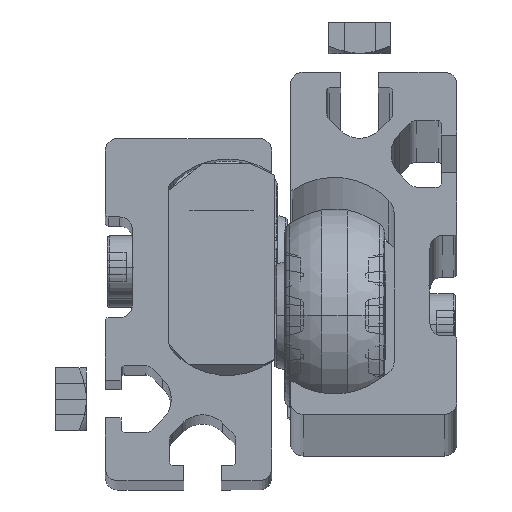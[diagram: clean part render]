
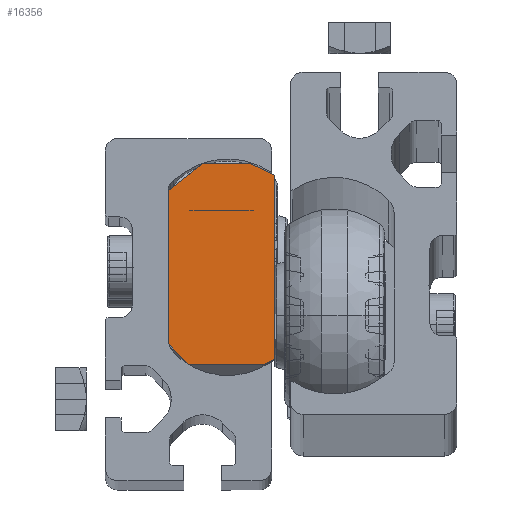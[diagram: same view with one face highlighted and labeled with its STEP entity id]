
A CAD part, top view. The second image highlights one B-rep face of the part: STEP entity #16356.
In plain terms, the highlighted face is planar.
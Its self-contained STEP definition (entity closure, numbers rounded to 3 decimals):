
#82 = VECTOR ( 'NONE', #5375, 1000. ) ;
#226 = DIRECTION ( 'NONE',  ( 0., 0.616, -0.788 ) ) ;
#252 = EDGE_CURVE ( 'NONE', #4892, #19838, #9331, .T. ) ;
#266 = ORIENTED_EDGE ( 'NONE', *, *, #7301, .T. ) ;
#426 = LINE ( 'NONE', #7613, #10917 ) ;
#1039 = CARTESIAN_POINT ( 'NONE',  ( 19., 16.5, -4.6 ) ) ;
#1308 = CARTESIAN_POINT ( 'NONE',  ( 19., 14.681, -8.5 ) ) ;
#1686 = DIRECTION ( 'NONE',  ( 0., -0.707, -0.707 ) ) ;
#1809 = CARTESIAN_POINT ( 'NONE',  ( 19., -12.2, 8.5 ) ) ;
#2314 = EDGE_CURVE ( 'NONE', #21005, #18799, #426, .T. ) ;
#2346 = DIRECTION ( 'NONE',  ( 0., -0.423, -0.906 ) ) ;
#3624 = CARTESIAN_POINT ( 'NONE',  ( 19., 1.5, 22.2 ) ) ;
#4104 = CARTESIAN_POINT ( 'NONE',  ( 19., -14.661, -8.5 ) ) ;
#4135 = ORIENTED_EDGE ( 'NONE', *, *, #2314, .F. ) ;
#4683 = ORIENTED_EDGE ( 'NONE', *, *, #252, .F. ) ;
#4892 = VERTEX_POINT ( 'NONE', #16099 ) ;
#5375 = DIRECTION ( 'NONE',  ( 0., -1., 0. ) ) ;
#5423 = CARTESIAN_POINT ( 'NONE',  ( 19., -14.661, -8.5 ) ) ;
#5446 = ORIENTED_EDGE ( 'NONE', *, *, #7291, .T. ) ;
#5590 = CARTESIAN_POINT ( 'NONE',  ( 19., 16.5, -4.6 ) ) ;
#5741 = LINE ( 'NONE', #10774, #11368 ) ;
#5782 = ORIENTED_EDGE ( 'NONE', *, *, #11892, .T. ) ;
#5879 = VERTEX_POINT ( 'NONE', #20816 ) ;
#6071 = VECTOR ( 'NONE', #18616, 1000. ) ;
#7291 = EDGE_CURVE ( 'NONE', #22456, #5879, #12689, .T. ) ;
#7301 = EDGE_CURVE ( 'NONE', #21005, #20356, #11340, .T. ) ;
#7613 = CARTESIAN_POINT ( 'NONE',  ( 19., 16.5, -4.6 ) ) ;
#8072 = EDGE_CURVE ( 'NONE', #8651, #5879, #11281, .T. ) ;
#8651 = VERTEX_POINT ( 'NONE', #5423 ) ;
#8719 = VECTOR ( 'NONE', #19992, 1000. ) ;
#9211 = CARTESIAN_POINT ( 'NONE',  ( 19., -15.5, 5.2 ) ) ;
#9331 = LINE ( 'NONE', #1809, #21695 ) ;
#9556 = LINE ( 'NONE', #19027, #12879 ) ;
#9756 = EDGE_LOOP ( 'NONE', ( #19568, #4683, #5782, #5446, #22093, #17733, #4135, #266 ) ) ;
#10768 = CARTESIAN_POINT ( 'NONE',  ( 19., 14.681, -8.5 ) ) ;
#10774 = CARTESIAN_POINT ( 'NONE',  ( 19., -12.2, 8.5 ) ) ;
#10876 = EDGE_CURVE ( 'NONE', #19838, #20356, #9556, .T. ) ;
#10917 = VECTOR ( 'NONE', #2346, 1000. ) ;
#11281 = LINE ( 'NONE', #4104, #6071 ) ;
#11340 = LINE ( 'NONE', #5590, #8719 ) ;
#11368 = VECTOR ( 'NONE', #1686, 1000. ) ;
#11892 = EDGE_CURVE ( 'NONE', #4892, #22456, #5741, .T. ) ;
#12439 = LINE ( 'NONE', #10768, #82 ) ;
#12630 = CARTESIAN_POINT ( 'NONE',  ( 19., 16.5, 3. ) ) ;
#12689 = LINE ( 'NONE', #9211, #18670 ) ;
#12879 = VECTOR ( 'NONE', #226, 1000. ) ;
#12932 = AXIS2_PLACEMENT_3D ( 'NONE', #3624, #19942, #17448 ) ;
#13151 = DIRECTION ( 'NONE',  ( 0., 0., -1. ) ) ;
#13767 = CARTESIAN_POINT ( 'NONE',  ( 19., 12.203, 8.5 ) ) ;
#16099 = CARTESIAN_POINT ( 'NONE',  ( 19., -12.2, 8.5 ) ) ;
#16356 = ADVANCED_FACE ( 'NONE', ( #20051 ), #21160, .F. ) ;
#17448 = DIRECTION ( 'NONE',  ( 0., 0., 1. ) ) ;
#17733 = ORIENTED_EDGE ( 'NONE', *, *, #19989, .F. ) ;
#18107 = DIRECTION ( 'NONE',  ( 0., 1., 0. ) ) ;
#18616 = DIRECTION ( 'NONE',  ( 0., -0.423, 0.906 ) ) ;
#18670 = VECTOR ( 'NONE', #13151, 1000. ) ;
#18799 = VERTEX_POINT ( 'NONE', #1308 ) ;
#19027 = CARTESIAN_POINT ( 'NONE',  ( 19., 12.203, 8.5 ) ) ;
#19568 = ORIENTED_EDGE ( 'NONE', *, *, #10876, .F. ) ;
#19838 = VERTEX_POINT ( 'NONE', #13767 ) ;
#19942 = DIRECTION ( 'NONE',  ( -1., 0., 0. ) ) ;
#19989 = EDGE_CURVE ( 'NONE', #18799, #8651, #12439, .T. ) ;
#19992 = DIRECTION ( 'NONE',  ( 0., 0., 1. ) ) ;
#20051 = FACE_OUTER_BOUND ( 'NONE', #9756, .T. ) ;
#20356 = VERTEX_POINT ( 'NONE', #12630 ) ;
#20816 = CARTESIAN_POINT ( 'NONE',  ( 19., -15.5, -6.7 ) ) ;
#21005 = VERTEX_POINT ( 'NONE', #1039 ) ;
#21160 = PLANE ( 'NONE',  #12932 ) ;
#21314 = CARTESIAN_POINT ( 'NONE',  ( 19., -15.5, 5.2 ) ) ;
#21695 = VECTOR ( 'NONE', #18107, 1000. ) ;
#22093 = ORIENTED_EDGE ( 'NONE', *, *, #8072, .F. ) ;
#22456 = VERTEX_POINT ( 'NONE', #21314 ) ;
